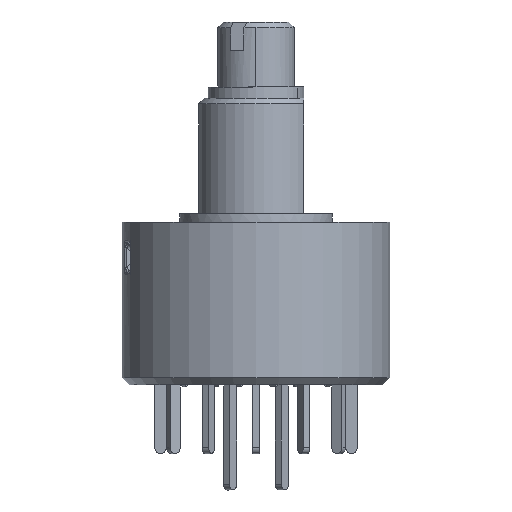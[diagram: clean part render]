
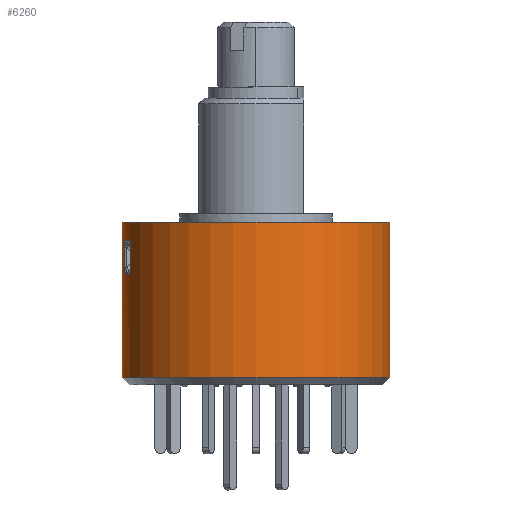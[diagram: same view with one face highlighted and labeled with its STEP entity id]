
A CAD part, left-side view. The second image highlights one B-rep face of the part: STEP entity #6260.
In plain terms, the highlighted cylindrical face has radius 7 mm (diameter 14 mm), a partial arc.
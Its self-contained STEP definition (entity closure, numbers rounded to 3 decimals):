
#597 = EDGE_CURVE ( 'NONE', #18126, #1333, #4269, .T. ) ;
#709 = DIRECTION ( 'NONE',  ( 0., -1., 0. ) ) ;
#984 = EDGE_CURVE ( 'NONE', #13615, #3710, #15333, .T. ) ;
#1128 = CARTESIAN_POINT ( 'NONE',  ( 0., 0., -0.45 ) ) ;
#1333 = VERTEX_POINT ( 'NONE', #16215 ) ;
#1379 = CARTESIAN_POINT ( 'NONE',  ( -1.226, 6.892, -0.45 ) ) ;
#1548 = EDGE_CURVE ( 'NONE', #1333, #16431, #13279, .T. ) ;
#1603 = CARTESIAN_POINT ( 'NONE',  ( 0., 7., -0.45 ) ) ;
#1902 = CARTESIAN_POINT ( 'NONE',  ( -1.226, 6.892, -1.425 ) ) ;
#2098 = CYLINDRICAL_SURFACE ( 'NONE', #9960, 7. ) ;
#2547 = AXIS2_PLACEMENT_3D ( 'NONE', #16614, #10508, #18171 ) ;
#2564 = VECTOR ( 'NONE', #13411, 1000. ) ;
#2598 = FACE_OUTER_BOUND ( 'NONE', #4208, .T. ) ;
#2601 = CARTESIAN_POINT ( 'NONE',  ( -1.812, 6.761, -3.167 ) ) ;
#3158 = EDGE_CURVE ( 'NONE', #16755, #7966, #18067, .T. ) ;
#3498 = EDGE_CURVE ( 'NONE', #3710, #18126, #19014, .T. ) ;
#3573 = CARTESIAN_POINT ( 'NONE',  ( -2.007, 6.718, -1.406 ) ) ;
#3710 = VERTEX_POINT ( 'NONE', #12556 ) ;
#4188 = DIRECTION ( 'NONE',  ( 0., 1., 0. ) ) ;
#4208 = EDGE_LOOP ( 'NONE', ( #7248, #16869, #18160, #8090 ) ) ;
#4269 =( BOUNDED_CURVE ( )  B_SPLINE_CURVE ( 3, ( #19206, #5541, #14414, #2601 ),
 .UNSPECIFIED., .F., .F. ) 
 B_SPLINE_CURVE_WITH_KNOTS ( ( 4, 4 ),
 ( 6.197, 6.283 ),
 .UNSPECIFIED. ) 
 CURVE ( )  GEOMETRIC_REPRESENTATION_ITEM ( )  RATIONAL_B_SPLINE_CURVE ( ( 1., 0.999, 0.999, 1. ) ) 
 REPRESENTATION_ITEM ( '' )  );
#4471 = VERTEX_POINT ( 'NONE', #14078 ) ;
#4640 = CARTESIAN_POINT ( 'NONE',  ( -1.423, 6.857, -3.162 ) ) ;
#5110 = CIRCLE ( 'NONE', #13487, 7. ) ;
#5541 = CARTESIAN_POINT ( 'NONE',  ( -2.196, 6.65, -3.162 ) ) ;
#6260 = ADVANCED_FACE ( 'NONE', ( #2598, #7544 ), #2098, .T. ) ;
#6612 = LINE ( 'NONE', #16372, #11798 ) ;
#6681 = CARTESIAN_POINT ( 'NONE',  ( -2.384, 6.581, -3.152 ) ) ;
#7088 = DIRECTION ( 'NONE',  ( 0., 0., -1. ) ) ;
#7248 = ORIENTED_EDGE ( 'NONE', *, *, #14202, .F. ) ;
#7544 = FACE_BOUND ( 'NONE', #13068, .T. ) ;
#7764 = ORIENTED_EDGE ( 'NONE', *, *, #984, .T. ) ;
#7966 = VERTEX_POINT ( 'NONE', #17680 ) ;
#7980 = CARTESIAN_POINT ( 'NONE',  ( 0., 7., -0.45 ) ) ;
#8090 = ORIENTED_EDGE ( 'NONE', *, *, #10395, .T. ) ;
#9063 = EDGE_CURVE ( 'NONE', #16431, #13615, #17444, .T. ) ;
#9751 = CARTESIAN_POINT ( 'NONE',  ( 0., 0., -8.574 ) ) ;
#9960 = AXIS2_PLACEMENT_3D ( 'NONE', #1128, #7088, #4188 ) ;
#9981 = CARTESIAN_POINT ( 'NONE',  ( -1.226, 6.892, -3.152 ) ) ;
#10393 = CARTESIAN_POINT ( 'NONE',  ( -2.384, 6.581, -0.45 ) ) ;
#10395 = EDGE_CURVE ( 'NONE', #7966, #4471, #5110, .T. ) ;
#10400 = DIRECTION ( 'NONE',  ( 0., 0., -1. ) ) ;
#10451 = DIRECTION ( 'NONE',  ( 0., 0., 1. ) ) ;
#10508 = DIRECTION ( 'NONE',  ( 0., 0., 1. ) ) ;
#10857 = CARTESIAN_POINT ( 'NONE',  ( -2.384, 6.581, -1.425 ) ) ;
#11404 = CIRCLE ( 'NONE', #2547, 7. ) ;
#11798 = VECTOR ( 'NONE', #10400, 1000. ) ;
#12556 = CARTESIAN_POINT ( 'NONE',  ( -2.384, 6.581, -1.425 ) ) ;
#12639 = DIRECTION ( 'NONE',  ( 0., 0., 1. ) ) ;
#13068 = EDGE_LOOP ( 'NONE', ( #17417, #14527, #15735, #7764, #14473 ) ) ;
#13279 =( BOUNDED_CURVE ( )  B_SPLINE_CURVE ( 3, ( #13701, #18099, #4640, #15147 ),
 .UNSPECIFIED., .F., .F. ) 
 B_SPLINE_CURVE_WITH_KNOTS ( ( 4, 4 ),
 ( 0., 0.086 ),
 .UNSPECIFIED. ) 
 CURVE ( )  GEOMETRIC_REPRESENTATION_ITEM ( )  RATIONAL_B_SPLINE_CURVE ( ( 1., 0.999, 0.999, 1. ) ) 
 REPRESENTATION_ITEM ( '' )  );
#13306 = CARTESIAN_POINT ( 'NONE',  ( -1.226, 6.892, -1.425 ) ) ;
#13411 = DIRECTION ( 'NONE',  ( 0., 0., -1. ) ) ;
#13444 = CARTESIAN_POINT ( 'NONE',  ( 0., -7., -0.45 ) ) ;
#13487 = AXIS2_PLACEMENT_3D ( 'NONE', #9751, #12639, #709 ) ;
#13565 = VERTEX_POINT ( 'NONE', #13444 ) ;
#13615 = VERTEX_POINT ( 'NONE', #13306 ) ;
#13701 = CARTESIAN_POINT ( 'NONE',  ( -1.812, 6.761, -3.167 ) ) ;
#14078 = CARTESIAN_POINT ( 'NONE',  ( 0., -7., -8.574 ) ) ;
#14146 = DIRECTION ( 'NONE',  ( 0., 0., -1. ) ) ;
#14202 = EDGE_CURVE ( 'NONE', #13565, #4471, #6612, .T. ) ;
#14297 = VECTOR ( 'NONE', #14146, 1000. ) ;
#14414 = CARTESIAN_POINT ( 'NONE',  ( -2.005, 6.71, -3.167 ) ) ;
#14473 = ORIENTED_EDGE ( 'NONE', *, *, #3498, .T. ) ;
#14527 = ORIENTED_EDGE ( 'NONE', *, *, #1548, .T. ) ;
#15147 = CARTESIAN_POINT ( 'NONE',  ( -1.226, 6.892, -3.152 ) ) ;
#15333 =( BOUNDED_CURVE ( )  B_SPLINE_CURVE ( 3, ( #1902, #15512, #3573, #10857 ),
 .UNSPECIFIED., .F., .F. ) 
 B_SPLINE_CURVE_WITH_KNOTS ( ( 4, 4 ),
 ( 3.056, 3.227 ),
 .UNSPECIFIED. ) 
 CURVE ( )  GEOMETRIC_REPRESENTATION_ITEM ( )  RATIONAL_B_SPLINE_CURVE ( ( 1., 0.998, 0.998, 1. ) ) 
 REPRESENTATION_ITEM ( '' )  );
#15512 = CARTESIAN_POINT ( 'NONE',  ( -1.62, 6.822, -1.406 ) ) ;
#15735 = ORIENTED_EDGE ( 'NONE', *, *, #9063, .T. ) ;
#16215 = CARTESIAN_POINT ( 'NONE',  ( -1.812, 6.761, -3.167 ) ) ;
#16372 = CARTESIAN_POINT ( 'NONE',  ( 0., -7., -0.45 ) ) ;
#16431 = VERTEX_POINT ( 'NONE', #9981 ) ;
#16614 = CARTESIAN_POINT ( 'NONE',  ( 0., 0., -0.45 ) ) ;
#16755 = VERTEX_POINT ( 'NONE', #1603 ) ;
#16869 = ORIENTED_EDGE ( 'NONE', *, *, #19028, .F. ) ;
#17417 = ORIENTED_EDGE ( 'NONE', *, *, #597, .T. ) ;
#17444 = LINE ( 'NONE', #1379, #19341 ) ;
#17680 = CARTESIAN_POINT ( 'NONE',  ( 0., 7., -8.574 ) ) ;
#18067 = LINE ( 'NONE', #7980, #14297 ) ;
#18099 = CARTESIAN_POINT ( 'NONE',  ( -1.618, 6.813, -3.167 ) ) ;
#18126 = VERTEX_POINT ( 'NONE', #6681 ) ;
#18160 = ORIENTED_EDGE ( 'NONE', *, *, #3158, .T. ) ;
#18171 = DIRECTION ( 'NONE',  ( 0., -1., 0. ) ) ;
#19014 = LINE ( 'NONE', #10393, #2564 ) ;
#19028 = EDGE_CURVE ( 'NONE', #16755, #13565, #11404, .T. ) ;
#19206 = CARTESIAN_POINT ( 'NONE',  ( -2.384, 6.581, -3.152 ) ) ;
#19341 = VECTOR ( 'NONE', #10451, 1000. ) ;
